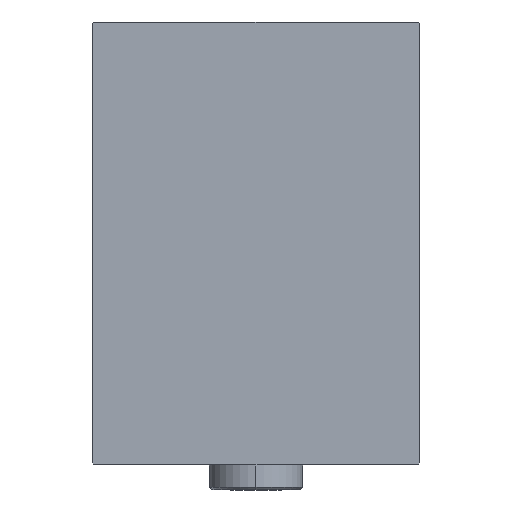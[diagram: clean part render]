
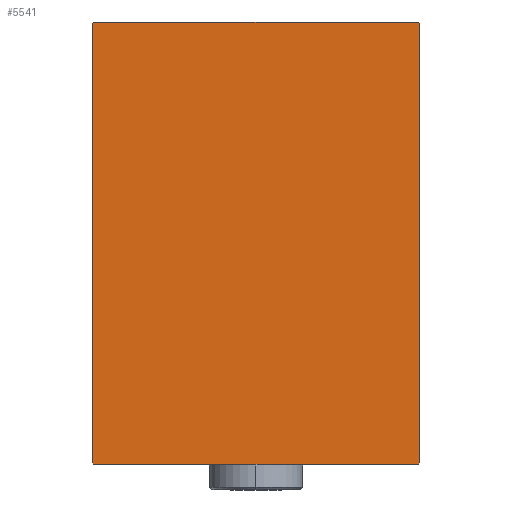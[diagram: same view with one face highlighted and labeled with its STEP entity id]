
A CAD part, left-side view. The second image highlights one B-rep face of the part: STEP entity #5541.
In plain terms, the highlighted face is planar.
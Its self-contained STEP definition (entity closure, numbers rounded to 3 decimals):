
#480 = VECTOR ( 'NONE', #16047, 1000. ) ;
#1066 = EDGE_CURVE ( 'NONE', #12995, #40457, #27137, .T. ) ;
#1570 = CARTESIAN_POINT ( 'NONE',  ( 183., -31.5, 42.5 ) ) ;
#2037 = CARTESIAN_POINT ( 'NONE',  ( 183., -31.5, -42.5 ) ) ;
#3186 = ORIENTED_EDGE ( 'NONE', *, *, #1066, .T. ) ;
#3230 = FACE_OUTER_BOUND ( 'NONE', #8904, .T. ) ;
#3720 = CARTESIAN_POINT ( 'NONE',  ( 183., -31.2, -42.5 ) ) ;
#4276 = VERTEX_POINT ( 'NONE', #44253 ) ;
#4527 = VECTOR ( 'NONE', #29223, 1000. ) ;
#5297 = CARTESIAN_POINT ( 'NONE',  ( 183., 36.85, 36.85 ) ) ;
#5425 = EDGE_CURVE ( 'NONE', #37670, #13993, #13248, .T. ) ;
#5541 = ADVANCED_FACE ( 'NONE', ( #3230 ), #17192, .T. ) ;
#6316 = ORIENTED_EDGE ( 'NONE', *, *, #5425, .T. ) ;
#7013 = EDGE_CURVE ( 'NONE', #18186, #36336, #8567, .T. ) ;
#7362 = ORIENTED_EDGE ( 'NONE', *, *, #36405, .T. ) ;
#7396 = LINE ( 'NONE', #10660, #4527 ) ;
#8567 = LINE ( 'NONE', #1570, #24301 ) ;
#8904 = EDGE_LOOP ( 'NONE', ( #3186, #17230, #6316, #7362, #38894, #37176, #10729, #21594 ) ) ;
#10467 = DIRECTION ( 'NONE',  ( 0., 0., -1. ) ) ;
#10660 = CARTESIAN_POINT ( 'NONE',  ( 183., -36.85, -36.85 ) ) ;
#10729 = ORIENTED_EDGE ( 'NONE', *, *, #7013, .T. ) ;
#12751 = LINE ( 'NONE', #30876, #39209 ) ;
#12995 = VERTEX_POINT ( 'NONE', #3720 ) ;
#13248 = LINE ( 'NONE', #23484, #480 ) ;
#13993 = VERTEX_POINT ( 'NONE', #39325 ) ;
#14680 = CARTESIAN_POINT ( 'NONE',  ( 183., -31.5, 42.2 ) ) ;
#15650 = DIRECTION ( 'NONE',  ( 0., -0.707, -0.707 ) ) ;
#15760 = DIRECTION ( 'NONE',  ( 0., 0., -1. ) ) ;
#16047 = DIRECTION ( 'NONE',  ( 0., 0., 1. ) ) ;
#16097 = AXIS2_PLACEMENT_3D ( 'NONE', #32065, #38829, #10467 ) ;
#16777 = VECTOR ( 'NONE', #34580, 1000. ) ;
#17192 = PLANE ( 'NONE',  #16097 ) ;
#17230 = ORIENTED_EDGE ( 'NONE', *, *, #40742, .T. ) ;
#18186 = VERTEX_POINT ( 'NONE', #14680 ) ;
#20171 = DIRECTION ( 'NONE',  ( 0., 0.707, 0.707 ) ) ;
#20387 = EDGE_CURVE ( 'NONE', #4276, #23527, #23911, .T. ) ;
#20406 = DIRECTION ( 'NONE',  ( 0., -1., 0. ) ) ;
#21594 = ORIENTED_EDGE ( 'NONE', *, *, #24738, .T. ) ;
#22864 = CARTESIAN_POINT ( 'NONE',  ( 183., -36.85, 36.85 ) ) ;
#23484 = CARTESIAN_POINT ( 'NONE',  ( 183., 31.5, -42.5 ) ) ;
#23527 = VERTEX_POINT ( 'NONE', #30261 ) ;
#23911 = LINE ( 'NONE', #24372, #25308 ) ;
#24301 = VECTOR ( 'NONE', #15760, 1000. ) ;
#24372 = CARTESIAN_POINT ( 'NONE',  ( 183., 31.5, 42.5 ) ) ;
#24738 = EDGE_CURVE ( 'NONE', #36336, #12995, #7396, .T. ) ;
#25308 = VECTOR ( 'NONE', #20406, 1000. ) ;
#27120 = LINE ( 'NONE', #5297, #16777 ) ;
#27137 = LINE ( 'NONE', #2037, #39018 ) ;
#29223 = DIRECTION ( 'NONE',  ( 0., 0.707, -0.707 ) ) ;
#29936 = CARTESIAN_POINT ( 'NONE',  ( 183., -31.5, -42.2 ) ) ;
#30261 = CARTESIAN_POINT ( 'NONE',  ( 183., -31.2, 42.5 ) ) ;
#30876 = CARTESIAN_POINT ( 'NONE',  ( 183., 36.85, -36.85 ) ) ;
#32065 = CARTESIAN_POINT ( 'NONE',  ( 183., 0., 0. ) ) ;
#33563 = LINE ( 'NONE', #22864, #45145 ) ;
#34580 = DIRECTION ( 'NONE',  ( 0., -0.707, 0.707 ) ) ;
#36336 = VERTEX_POINT ( 'NONE', #29936 ) ;
#36405 = EDGE_CURVE ( 'NONE', #13993, #4276, #27120, .T. ) ;
#36947 = CARTESIAN_POINT ( 'NONE',  ( 183., 31.5, -42.2 ) ) ;
#37176 = ORIENTED_EDGE ( 'NONE', *, *, #40411, .T. ) ;
#37670 = VERTEX_POINT ( 'NONE', #36947 ) ;
#37869 = DIRECTION ( 'NONE',  ( 0., 1., 0. ) ) ;
#38829 = DIRECTION ( 'NONE',  ( 1., 0., 0. ) ) ;
#38894 = ORIENTED_EDGE ( 'NONE', *, *, #20387, .T. ) ;
#39018 = VECTOR ( 'NONE', #37869, 1000. ) ;
#39209 = VECTOR ( 'NONE', #20171, 1000. ) ;
#39325 = CARTESIAN_POINT ( 'NONE',  ( 183., 31.5, 42.2 ) ) ;
#40326 = CARTESIAN_POINT ( 'NONE',  ( 183., 31.2, -42.5 ) ) ;
#40411 = EDGE_CURVE ( 'NONE', #23527, #18186, #33563, .T. ) ;
#40457 = VERTEX_POINT ( 'NONE', #40326 ) ;
#40742 = EDGE_CURVE ( 'NONE', #40457, #37670, #12751, .T. ) ;
#44253 = CARTESIAN_POINT ( 'NONE',  ( 183., 31.2, 42.5 ) ) ;
#45145 = VECTOR ( 'NONE', #15650, 1000. ) ;
